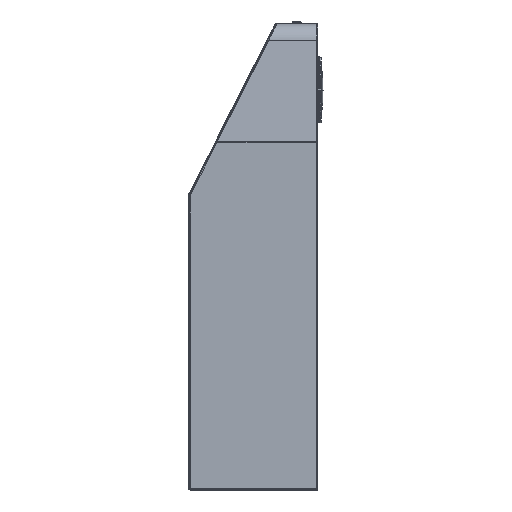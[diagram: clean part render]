
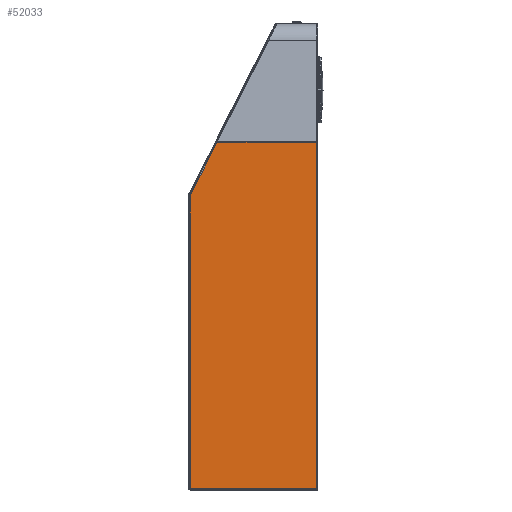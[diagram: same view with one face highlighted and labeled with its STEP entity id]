
A CAD part, left-side view. The second image highlights one B-rep face of the part: STEP entity #52033.
In plain terms, the highlighted face is planar.
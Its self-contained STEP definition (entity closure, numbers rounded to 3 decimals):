
#49210=DIRECTION('',(0.,-0.893,0.451));
#49211=VECTOR('',#49210,1.3);
#49212=CARTESIAN_POINT('',(0.5,1.16,126.914));
#49213=LINE('',#49212,#49211);
#49214=DIRECTION('',(0.,-0.893,0.451));
#49215=VECTOR('',#49214,1.3);
#49216=CARTESIAN_POINT('',(0.5,29.195,182.414));
#49217=LINE('',#49216,#49215);
#49218=DIRECTION('',(0.,1.,0.));
#49219=VECTOR('',#49218,109.366);
#49220=CARTESIAN_POINT('',(0.5,28.034,183.));
#49221=LINE('',#49220,#49219);
#49246=DIRECTION('',(0.,0.,-1.));
#49247=VECTOR('',#49246,322.5);
#49248=CARTESIAN_POINT('',(0.5,0.,127.5));
#49249=LINE('',#49248,#49247);
#49320=DIRECTION('',(0.,1.,0.));
#49321=VECTOR('',#49320,137.4);
#49322=CARTESIAN_POINT('',(0.5,0.,-195.));
#49323=LINE('',#49322,#49321);
#49432=DIRECTION('',(0.,0.,1.));
#49433=VECTOR('',#49432,378.);
#49434=CARTESIAN_POINT('',(0.5,137.4,-195.));
#49435=LINE('',#49434,#49433);
#49847=DIRECTION('',(0.,-0.451,-0.893));
#49848=VECTOR('',#49847,62.179);
#49849=CARTESIAN_POINT('',(0.5,29.195,182.414));
#49850=LINE('',#49849,#49848);
#51621=CARTESIAN_POINT('',(0.5,1.16,126.914));
#51622=CARTESIAN_POINT('',(0.5,0.,127.5));
#51623=VERTEX_POINT('',#51621);
#51624=VERTEX_POINT('',#51622);
#51753=CARTESIAN_POINT('',(0.5,29.195,182.414));
#51754=CARTESIAN_POINT('',(0.5,28.034,183.));
#51755=VERTEX_POINT('',#51753);
#51756=VERTEX_POINT('',#51754);
#51771=CARTESIAN_POINT('',(0.5,0.,-195.));
#51772=VERTEX_POINT('',#51771);
#51779=CARTESIAN_POINT('',(0.5,137.4,-195.));
#51780=VERTEX_POINT('',#51779);
#51793=CARTESIAN_POINT('',(0.5,137.4,183.));
#51794=VERTEX_POINT('',#51793);
#52012=CARTESIAN_POINT('',(0.5,0.,0.));
#52013=DIRECTION('',(-1.,0.,0.));
#52014=DIRECTION('',(0.,0.,1.));
#52015=AXIS2_PLACEMENT_3D('',#52012,#52013,#52014);
#52016=PLANE('',#52015);
#52018=ORIENTED_EDGE('',*,*,#52017,.F.);
#52020=ORIENTED_EDGE('',*,*,#52019,.F.);
#52022=ORIENTED_EDGE('',*,*,#52021,.F.);
#52024=ORIENTED_EDGE('',*,*,#52023,.T.);
#52026=ORIENTED_EDGE('',*,*,#52025,.T.);
#52028=ORIENTED_EDGE('',*,*,#52027,.F.);
#52030=ORIENTED_EDGE('',*,*,#52029,.F.);
#52031=EDGE_LOOP('',(#52018,#52020,#52022,#52024,#52026,#52028,#52030));
#52032=FACE_OUTER_BOUND('',#52031,.F.);
#52033=ADVANCED_FACE('',(#52032),#52016,.F.);
#52017=EDGE_CURVE('',#51624,#51772,#49249,.T.);
#52019=EDGE_CURVE('',#51623,#51624,#49213,.T.);
#52021=EDGE_CURVE('',#51755,#51623,#49850,.T.);
#52023=EDGE_CURVE('',#51755,#51756,#49217,.T.);
#52025=EDGE_CURVE('',#51756,#51794,#49221,.T.);
#52027=EDGE_CURVE('',#51780,#51794,#49435,.T.);
#52029=EDGE_CURVE('',#51772,#51780,#49323,.T.);
